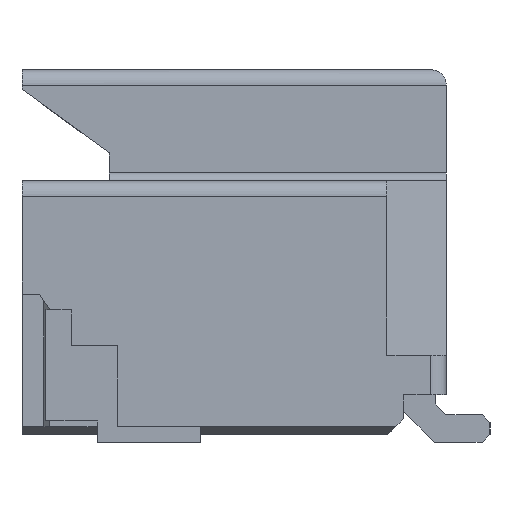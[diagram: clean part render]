
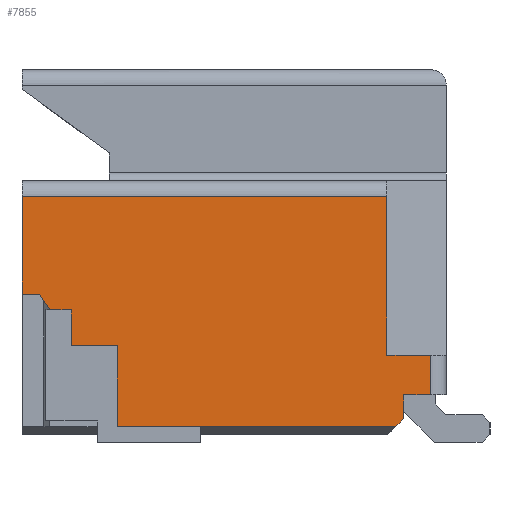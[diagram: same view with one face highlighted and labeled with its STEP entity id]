
A CAD part, left-side view. The second image highlights one B-rep face of the part: STEP entity #7855.
In plain terms, the highlighted planar face has unit normal (-1, 0, 0).
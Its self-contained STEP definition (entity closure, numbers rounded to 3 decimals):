
#727=DIRECTION('',(0.,0.,1.));
#728=VECTOR('',#727,1.23);
#729=CARTESIAN_POINT('',(-7.,2.675,0.17));
#730=LINE('',#729,#728);
#1064=DIRECTION('',(0.,-0.545,-0.838));
#1065=VECTOR('',#1064,0.239);
#1066=CARTESIAN_POINT('',(-7.,2.455,0.17));
#1067=LINE('',#1066,#1065);
#1132=DIRECTION('',(0.,1.,0.));
#1133=VECTOR('',#1132,0.55);
#1134=CARTESIAN_POINT('',(-7.,-2.475,-0.6));
#1135=LINE('',#1134,#1133);
#1136=DIRECTION('',(0.,-1.,0.));
#1137=VECTOR('',#1136,0.34);
#1138=CARTESIAN_POINT('',(-7.,-2.135,-1.1));
#1139=LINE('',#1138,#1137);
#1140=DIRECTION('',(0.,0.,1.));
#1141=VECTOR('',#1140,0.3);
#1142=CARTESIAN_POINT('',(-7.,-2.135,-1.4));
#1143=LINE('',#1142,#1141);
#1144=DIRECTION('',(0.,-1.,0.));
#1145=VECTOR('',#1144,3.51);
#1146=CARTESIAN_POINT('',(-7.,1.475,-1.5));
#1147=LINE('',#1146,#1145);
#1148=DIRECTION('',(0.,0.,1.));
#1149=VECTOR('',#1148,1.02);
#1150=CARTESIAN_POINT('',(-7.,1.475,-1.5));
#1151=LINE('',#1150,#1149);
#1152=DIRECTION('',(0.,1.,0.));
#1153=VECTOR('',#1152,0.58);
#1154=CARTESIAN_POINT('',(-7.,1.475,-0.48));
#1155=LINE('',#1154,#1153);
#1156=DIRECTION('',(0.,0.,1.));
#1157=VECTOR('',#1156,0.45);
#1158=CARTESIAN_POINT('',(-7.,2.055,-0.48));
#1159=LINE('',#1158,#1157);
#1160=DIRECTION('',(0.,1.,0.));
#1161=VECTOR('',#1160,0.27);
#1162=CARTESIAN_POINT('',(-7.,2.055,-0.03));
#1163=LINE('',#1162,#1161);
#1164=DIRECTION('',(0.,-1.,0.));
#1165=VECTOR('',#1164,0.22);
#1166=CARTESIAN_POINT('',(-7.,2.675,0.17));
#1167=LINE('',#1166,#1165);
#1168=DIRECTION('',(0.,0.,-1.));
#1169=VECTOR('',#1168,2.);
#1170=CARTESIAN_POINT('',(-7.,-1.925,1.4));
#1171=LINE('',#1170,#1169);
#1194=DIRECTION('',(0.,0.,-1.));
#1195=VECTOR('',#1194,0.5);
#1196=CARTESIAN_POINT('',(-7.,-2.475,-0.6));
#1197=LINE('',#1196,#1195);
#1207=DIRECTION('',(0.,-1.,0.));
#1208=VECTOR('',#1207,4.6);
#1209=CARTESIAN_POINT('',(-7.,2.675,1.4));
#1210=LINE('',#1209,#1208);
#1376=DIRECTION('',(0.,-0.707,0.707));
#1377=VECTOR('',#1376,0.141);
#1378=CARTESIAN_POINT('',(-7.,-2.035,-1.5));
#1379=LINE('',#1378,#1377);
#5199=CARTESIAN_POINT('',(-7.,-2.135,-1.4));
#5201=VERTEX_POINT('',#5199);
#5202=CARTESIAN_POINT('',(-7.,-2.135,-1.1));
#5203=VERTEX_POINT('',#5202);
#5206=CARTESIAN_POINT('',(-7.,-2.035,-1.5));
#5207=VERTEX_POINT('',#5206);
#5228=CARTESIAN_POINT('',(-7.,1.475,-1.5));
#5229=CARTESIAN_POINT('',(-7.,1.475,-0.48));
#5230=VERTEX_POINT('',#5228);
#5231=VERTEX_POINT('',#5229);
#5232=CARTESIAN_POINT('',(-7.,2.055,-0.48));
#5233=VERTEX_POINT('',#5232);
#5234=CARTESIAN_POINT('',(-7.,2.055,-0.03));
#5235=VERTEX_POINT('',#5234);
#5240=CARTESIAN_POINT('',(-7.,2.675,0.17));
#5242=VERTEX_POINT('',#5240);
#5252=CARTESIAN_POINT('',(-7.,2.455,0.17));
#5253=VERTEX_POINT('',#5252);
#5260=CARTESIAN_POINT('',(-7.,2.325,-0.03));
#5261=VERTEX_POINT('',#5260);
#5268=CARTESIAN_POINT('',(-7.,-2.475,-0.6));
#5269=CARTESIAN_POINT('',(-7.,-1.925,-0.6));
#5270=VERTEX_POINT('',#5268);
#5271=VERTEX_POINT('',#5269);
#5272=CARTESIAN_POINT('',(-7.,-1.925,1.4));
#5273=VERTEX_POINT('',#5272);
#5280=CARTESIAN_POINT('',(-7.,2.675,1.4));
#5282=VERTEX_POINT('',#5280);
#5293=CARTESIAN_POINT('',(-7.,-2.475,-1.1));
#5295=VERTEX_POINT('',#5293);
#7824=CARTESIAN_POINT('',(-7.,-2.675,-1.6));
#7825=DIRECTION('',(-1.,0.,0.));
#7826=DIRECTION('',(0.,0.,1.));
#7827=AXIS2_PLACEMENT_3D('',#7824,#7825,#7826);
#7828=PLANE('',#7827);
#7830=ORIENTED_EDGE('',*,*,#7829,.F.);
#7832=ORIENTED_EDGE('',*,*,#7831,.T.);
#7833=ORIENTED_EDGE('',*,*,#7103,.F.);
#7835=ORIENTED_EDGE('',*,*,#7834,.F.);
#7837=ORIENTED_EDGE('',*,*,#7836,.F.);
#7838=ORIENTED_EDGE('',*,*,#7691,.F.);
#7840=ORIENTED_EDGE('',*,*,#7839,.T.);
#7842=ORIENTED_EDGE('',*,*,#7841,.T.);
#7843=ORIENTED_EDGE('',*,*,#7802,.T.);
#7844=ORIENTED_EDGE('',*,*,#7745,.T.);
#7845=ORIENTED_EDGE('',*,*,#7728,.F.);
#7847=ORIENTED_EDGE('',*,*,#7846,.F.);
#7848=ORIENTED_EDGE('',*,*,#7220,.T.);
#7850=ORIENTED_EDGE('',*,*,#7849,.T.);
#7852=ORIENTED_EDGE('',*,*,#7851,.T.);
#7853=EDGE_LOOP('',(#7830,#7832,#7833,#7835,#7837,#7838,#7840,#7842,#7843,#7844,
#7845,#7847,#7848,#7850,#7852));
#7854=FACE_OUTER_BOUND('',#7853,.F.);
#7855=ADVANCED_FACE('',(#7854),#7828,.T.);
#7103=EDGE_CURVE('',#5203,#5295,#1139,.T.);
#7220=EDGE_CURVE('',#5242,#5282,#730,.T.);
#7691=EDGE_CURVE('',#5230,#5207,#1147,.T.);
#7728=EDGE_CURVE('',#5253,#5261,#1067,.T.);
#7745=EDGE_CURVE('',#5235,#5261,#1163,.T.);
#7802=EDGE_CURVE('',#5233,#5235,#1159,.T.);
#7829=EDGE_CURVE('',#5270,#5271,#1135,.T.);
#7831=EDGE_CURVE('',#5270,#5295,#1197,.T.);
#7834=EDGE_CURVE('',#5201,#5203,#1143,.T.);
#7836=EDGE_CURVE('',#5207,#5201,#1379,.T.);
#7839=EDGE_CURVE('',#5230,#5231,#1151,.T.);
#7841=EDGE_CURVE('',#5231,#5233,#1155,.T.);
#7846=EDGE_CURVE('',#5242,#5253,#1167,.T.);
#7849=EDGE_CURVE('',#5282,#5273,#1210,.T.);
#7851=EDGE_CURVE('',#5273,#5271,#1171,.T.);
